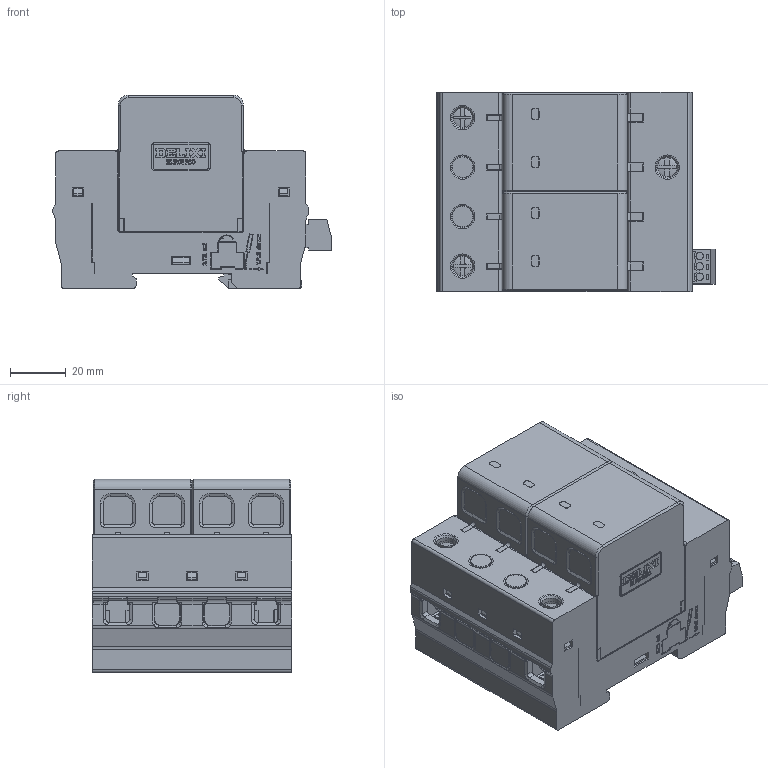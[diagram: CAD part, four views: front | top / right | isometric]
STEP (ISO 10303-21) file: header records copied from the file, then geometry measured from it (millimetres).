
FILE_DESCRIPTION((''),'2;1');
FILE_NAME('CDYN_80KA_2P_YX','2025-06-20T',('weiren.liu'),(''),'PRO/ENGINEER BY PARAMETRIC TECHNOLOGY CORPORATION, 2017170','PRO/ENGINEER BY PARAMETRIC TECHNOLOGY CORPORATION, 2017170','');
FILE_SCHEMA(('CONFIG_CONTROL_DESIGN'));
Products named in the file (1): CDYN_80KA_2P_YX
Bounding box: 100 x 71.6 x 69.5 mm (x, y, z)
Volume: 126679.1 mm3; surface area: 145386.3 mm2
Topology: 1 solids, 2 shells, 5367 faces, 15569 edges, 10207 vertices
Faces by surface type: plane 4572, cylinder 611, cone 94, torus 60, bspline 18, sphere 12
Entity records: 179754 total; most frequent: CARTESIAN_POINT 37600, ORIENTED_EDGE 31126, DIRECTION 27198, EDGE_CURVE 15563, VECTOR 13624, LINE 13624, VERTEX_POINT 10207, AXIS2_PLACEMENT_3D 6787
